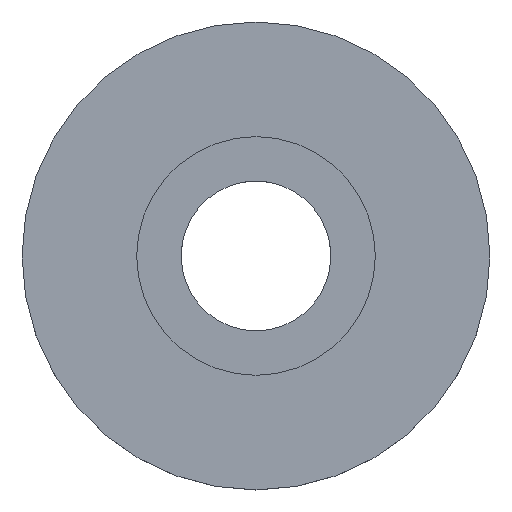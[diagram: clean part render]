
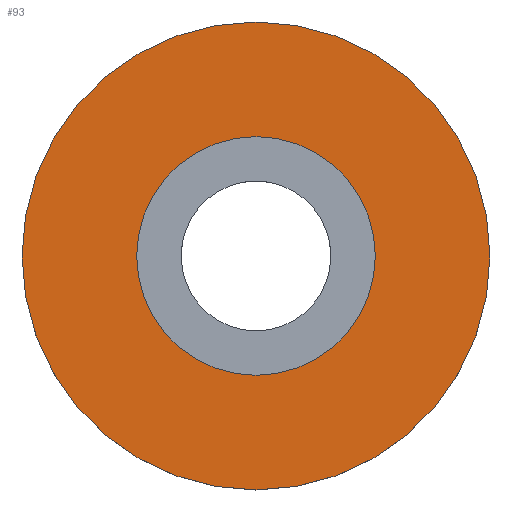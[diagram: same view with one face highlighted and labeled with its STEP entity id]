
A CAD part, top view. The second image highlights one B-rep face of the part: STEP entity #93.
In plain terms, the highlighted planar face has unit normal (0, 0, 1).
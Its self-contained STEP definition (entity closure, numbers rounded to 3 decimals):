
#25=FACE_BOUND('',#39,.T.);
#31=FACE_OUTER_BOUND('',#38,.T.);
#38=EDGE_LOOP('',(#82));
#39=EDGE_LOOP('',(#83));
#45=CIRCLE('',#114,6.375);
#47=CIRCLE('',#118,12.5);
#52=VERTEX_POINT('',#162);
#54=VERTEX_POINT('',#170);
#60=EDGE_CURVE('',#52,#52,#45,.T.);
#63=EDGE_CURVE('',#54,#54,#47,.T.);
#82=ORIENTED_EDGE('',*,*,#63,.T.);
#83=ORIENTED_EDGE('',*,*,#60,.T.);
#87=PLANE('',#120);
#93=ADVANCED_FACE('',(#31,#25),#87,.T.);
#114=AXIS2_PLACEMENT_3D('',#164,#135,#136);
#118=AXIS2_PLACEMENT_3D('',#171,#144,#145);
#120=AXIS2_PLACEMENT_3D('',#175,#149,#150);
#135=DIRECTION('center_axis',(0.,0.,-1.));
#136=DIRECTION('ref_axis',(-1.,0.,0.));
#144=DIRECTION('center_axis',(0.,0.,1.));
#145=DIRECTION('ref_axis',(1.,0.,0.));
#149=DIRECTION('center_axis',(0.,0.,1.));
#150=DIRECTION('ref_axis',(1.,0.,0.));
#162=CARTESIAN_POINT('',(6.375,0.,2.));
#164=CARTESIAN_POINT('Origin',(0.,0.,2.));
#170=CARTESIAN_POINT('',(-12.5,0.,2.));
#171=CARTESIAN_POINT('Origin',(0.,0.,2.));
#175=CARTESIAN_POINT('Origin',(0.,0.,2.));
